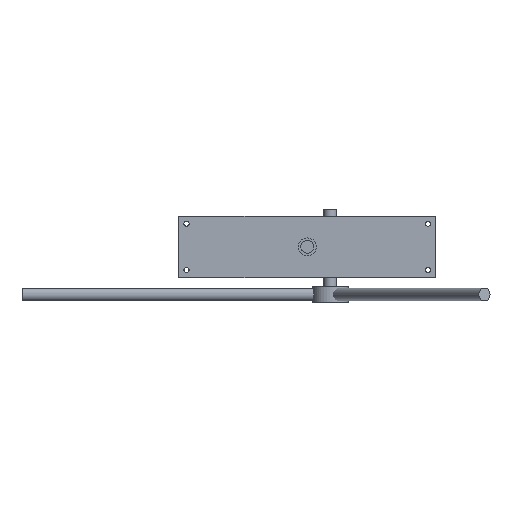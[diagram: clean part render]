
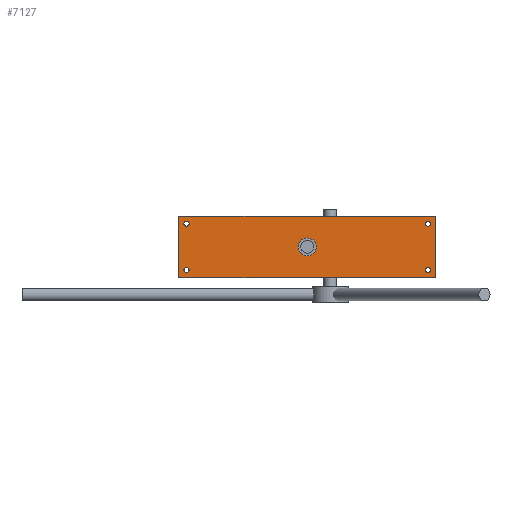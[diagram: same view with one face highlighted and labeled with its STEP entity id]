
A CAD part, front view. The second image highlights one B-rep face of the part: STEP entity #7127.
In plain terms, the highlighted planar face has unit normal (0, -1, 0).
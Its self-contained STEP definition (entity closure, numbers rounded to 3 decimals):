
#311=FACE_BOUND('',#1311,.T.);
#312=FACE_BOUND('',#1312,.T.);
#313=FACE_BOUND('',#1313,.T.);
#314=FACE_BOUND('',#1314,.T.);
#315=FACE_BOUND('',#1315,.T.);
#476=PLANE('',#7889);
#849=FACE_OUTER_BOUND('',#1310,.T.);
#1310=EDGE_LOOP('',(#6486,#6487,#6488,#6489));
#1311=EDGE_LOOP('',(#6490));
#1312=EDGE_LOOP('',(#6491));
#1313=EDGE_LOOP('',(#6492));
#1314=EDGE_LOOP('',(#6493));
#1315=EDGE_LOOP('',(#6494));
#1883=LINE('',#25008,#2448);
#1884=LINE('',#25012,#2449);
#1885=LINE('',#25013,#2450);
#1886=LINE('',#25014,#2451);
#2448=VECTOR('',#9800,10.);
#2449=VECTOR('',#9803,10.);
#2450=VECTOR('',#9804,10.);
#2451=VECTOR('',#9805,10.);
#2815=CIRCLE('',#7871,17.5);
#2818=CIRCLE('',#7875,5.);
#2821=CIRCLE('',#7879,5.);
#2824=CIRCLE('',#7883,5.);
#2827=CIRCLE('',#7887,5.);
#3489=VERTEX_POINT('',#24965);
#3492=VERTEX_POINT('',#24973);
#3495=VERTEX_POINT('',#24981);
#3498=VERTEX_POINT('',#24989);
#3501=VERTEX_POINT('',#24997);
#3502=VERTEX_POINT('',#25001);
#3505=VERTEX_POINT('',#25006);
#3506=VERTEX_POINT('',#25010);
#3507=VERTEX_POINT('',#25011);
#4491=EDGE_CURVE('',#3489,#3489,#2815,.T.);
#4495=EDGE_CURVE('',#3492,#3492,#2818,.T.);
#4499=EDGE_CURVE('',#3495,#3495,#2821,.T.);
#4503=EDGE_CURVE('',#3498,#3498,#2824,.T.);
#4507=EDGE_CURVE('',#3501,#3501,#2827,.T.);
#4511=EDGE_CURVE('',#3505,#3502,#1883,.T.);
#4512=EDGE_CURVE('',#3506,#3507,#1884,.T.);
#4513=EDGE_CURVE('',#3507,#3502,#1885,.T.);
#4514=EDGE_CURVE('',#3505,#3506,#1886,.T.);
#6486=ORIENTED_EDGE('',*,*,#4512,.T.);
#6487=ORIENTED_EDGE('',*,*,#4513,.T.);
#6488=ORIENTED_EDGE('',*,*,#4511,.F.);
#6489=ORIENTED_EDGE('',*,*,#4514,.T.);
#6490=ORIENTED_EDGE('',*,*,#4491,.T.);
#6491=ORIENTED_EDGE('',*,*,#4495,.T.);
#6492=ORIENTED_EDGE('',*,*,#4499,.T.);
#6493=ORIENTED_EDGE('',*,*,#4503,.T.);
#6494=ORIENTED_EDGE('',*,*,#4507,.T.);
#7127=ADVANCED_FACE('',(#849,#311,#312,#313,#314,#315),#476,.T.);
#7871=AXIS2_PLACEMENT_3D('',#24967,#9757,#9758);
#7875=AXIS2_PLACEMENT_3D('',#24975,#9766,#9767);
#7879=AXIS2_PLACEMENT_3D('',#24983,#9775,#9776);
#7883=AXIS2_PLACEMENT_3D('',#24991,#9784,#9785);
#7887=AXIS2_PLACEMENT_3D('',#24999,#9793,#9794);
#7889=AXIS2_PLACEMENT_3D('',#25009,#9801,#9802);
#9757=DIRECTION('center_axis',(0.,1.,0.));
#9758=DIRECTION('ref_axis',(0.,0.,-1.));
#9766=DIRECTION('center_axis',(0.,1.,0.));
#9767=DIRECTION('ref_axis',(0.,0.,-1.));
#9775=DIRECTION('center_axis',(0.,1.,0.));
#9776=DIRECTION('ref_axis',(0.,0.,-1.));
#9784=DIRECTION('center_axis',(0.,1.,0.));
#9785=DIRECTION('ref_axis',(0.,0.,-1.));
#9793=DIRECTION('center_axis',(0.,1.,0.));
#9794=DIRECTION('ref_axis',(0.,0.,-1.));
#9800=DIRECTION('',(1.,0.,0.));
#9801=DIRECTION('center_axis',(0.,-1.,0.));
#9802=DIRECTION('ref_axis',(0.,0.,-1.));
#9803=DIRECTION('',(1.,0.,0.));
#9804=DIRECTION('',(0.,0.,1.));
#9805=DIRECTION('',(0.,0.,-1.));
#24965=CARTESIAN_POINT('',(250.,-36.,47.5));
#24967=CARTESIAN_POINT('Origin',(250.,-36.,30.));
#24973=CARTESIAN_POINT('',(485.,-36.,80.));
#24975=CARTESIAN_POINT('Origin',(485.,-36.,75.));
#24981=CARTESIAN_POINT('',(485.,-36.,-10.));
#24983=CARTESIAN_POINT('Origin',(485.,-36.,-15.));
#24989=CARTESIAN_POINT('',(15.,-36.,80.));
#24991=CARTESIAN_POINT('Origin',(15.,-36.,75.));
#24997=CARTESIAN_POINT('',(15.,-36.,-10.));
#24999=CARTESIAN_POINT('Origin',(15.,-36.,-15.));
#25001=CARTESIAN_POINT('',(500.,-36.,90.));
#25006=CARTESIAN_POINT('',(0.,-36.,90.));
#25008=CARTESIAN_POINT('',(250.,-36.,90.));
#25009=CARTESIAN_POINT('Origin',(250.,-36.,15.));
#25010=CARTESIAN_POINT('',(0.,-36.,-30.));
#25011=CARTESIAN_POINT('',(500.,-36.,-30.));
#25012=CARTESIAN_POINT('',(250.,-36.,-30.));
#25013=CARTESIAN_POINT('',(500.,-36.,15.));
#25014=CARTESIAN_POINT('',(0.,-36.,15.));
